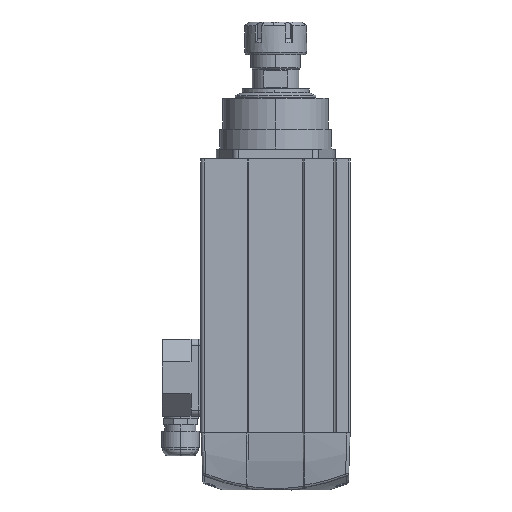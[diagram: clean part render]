
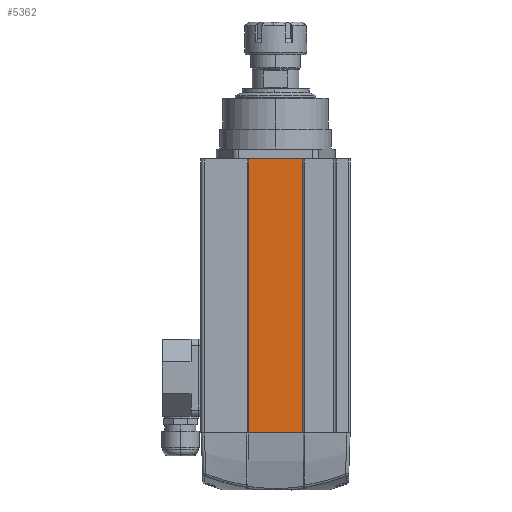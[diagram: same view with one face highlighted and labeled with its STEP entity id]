
A CAD part, left-side view. The second image highlights one B-rep face of the part: STEP entity #5362.
In plain terms, the highlighted planar face has unit normal (-1, 0, 0).
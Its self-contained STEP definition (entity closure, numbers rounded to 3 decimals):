
#1315 = VECTOR ( 'NONE', #11810, 1000. ) ;
#2223 = CARTESIAN_POINT ( 'NONE',  ( -11214.356, -7631.504, 221. ) ) ;
#2726 = CARTESIAN_POINT ( 'NONE',  ( -11214.356, -7596.504, 221. ) ) ;
#3059 = VERTEX_POINT ( 'NONE', #9623 ) ;
#3482 = EDGE_CURVE ( 'NONE', #3059, #30058, #22870, .T. ) ;
#3693 = ORIENTED_EDGE ( 'NONE', *, *, #3482, .T. ) ;
#3755 = VERTEX_POINT ( 'NONE', #2223 ) ;
#4802 = LINE ( 'NONE', #23443, #14397 ) ;
#5362 = ADVANCED_FACE ( 'NONE', ( #18694 ), #5964, .F. ) ;
#5720 = DIRECTION ( 'NONE',  ( 0., 0., 1. ) ) ;
#5896 = AXIS2_PLACEMENT_3D ( 'NONE', #28461, #31123, #8283 ) ;
#5964 = PLANE ( 'NONE',  #5896 ) ;
#6556 = VECTOR ( 'NONE', #10089, 1000. ) ;
#8283 = DIRECTION ( 'NONE',  ( 0., 0., -1. ) ) ;
#8997 = EDGE_CURVE ( 'NONE', #3059, #3755, #4802, .T. ) ;
#9623 = CARTESIAN_POINT ( 'NONE',  ( -11214.356, -7631.504, 0. ) ) ;
#10089 = DIRECTION ( 'NONE',  ( 0., 0., -1. ) ) ;
#10198 = CARTESIAN_POINT ( 'NONE',  ( -11214.356, -7675.504, 221. ) ) ;
#10928 = VERTEX_POINT ( 'NONE', #14015 ) ;
#11040 = CARTESIAN_POINT ( 'NONE',  ( -11214.356, -7631.504, 0. ) ) ;
#11810 = DIRECTION ( 'NONE',  ( 0., -1., 0. ) ) ;
#13936 = LINE ( 'NONE', #2726, #26689 ) ;
#14015 = CARTESIAN_POINT ( 'NONE',  ( -11214.356, -7675.504, 221. ) ) ;
#14397 = VECTOR ( 'NONE', #5720, 1000. ) ;
#17156 = ORIENTED_EDGE ( 'NONE', *, *, #28518, .F. ) ;
#17918 = CARTESIAN_POINT ( 'NONE',  ( -11214.356, -7675.504, 0. ) ) ;
#18694 = FACE_OUTER_BOUND ( 'NONE', #23681, .T. ) ;
#20290 = ORIENTED_EDGE ( 'NONE', *, *, #23037, .F. ) ;
#22805 = DIRECTION ( 'NONE',  ( 0., -1., 0. ) ) ;
#22870 = LINE ( 'NONE', #11040, #1315 ) ;
#23037 = EDGE_CURVE ( 'NONE', #10928, #30058, #30040, .T. ) ;
#23443 = CARTESIAN_POINT ( 'NONE',  ( -11214.356, -7631.504, 221. ) ) ;
#23681 = EDGE_LOOP ( 'NONE', ( #20290, #17156, #32184, #3693 ) ) ;
#26689 = VECTOR ( 'NONE', #22805, 1000. ) ;
#28461 = CARTESIAN_POINT ( 'NONE',  ( -11214.356, -7631.504, 221. ) ) ;
#28518 = EDGE_CURVE ( 'NONE', #3755, #10928, #13936, .T. ) ;
#30040 = LINE ( 'NONE', #10198, #6556 ) ;
#30058 = VERTEX_POINT ( 'NONE', #17918 ) ;
#31123 = DIRECTION ( 'NONE',  ( 1., 0., 0. ) ) ;
#32184 = ORIENTED_EDGE ( 'NONE', *, *, #8997, .F. ) ;
